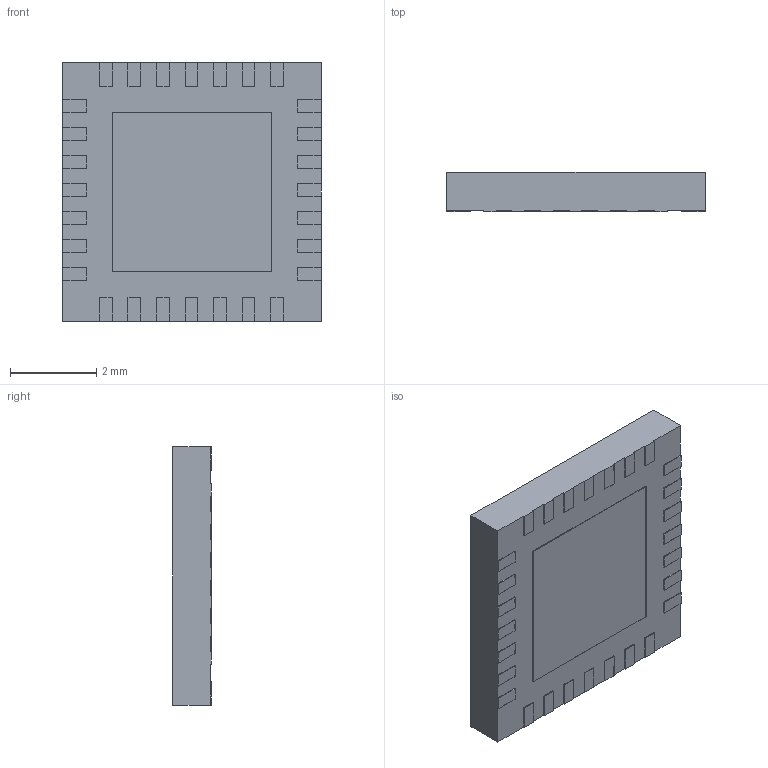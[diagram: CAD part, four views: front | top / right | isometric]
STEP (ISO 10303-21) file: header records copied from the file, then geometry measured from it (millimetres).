
FILE_DESCRIPTION (( 'STEP AP203' ), '1' );
FILE_NAME ('NA__NA__Microchip__QFN-28__NA.STEP', '2017-04-08T00:53:08', ( '' ), ( '' ), 'SwSTEP 2.0', 'SolidWorks 2015', '' );
FILE_SCHEMA (( 'CONFIG_CONTROL_DESIGN' ));
Length unit declared in the file: millimetre
Products named in the file (1): NA__NA__Microchip__QFN-28__NA
Bounding box: 6 x 0.9 x 6 mm (x, y, z)
Volume: 32 mm3; surface area: 94.4 mm2
Topology: 1 solids, 1 shells, 123 faces, 360 edges, 240 vertices
Faces by surface type: plane 123
Entity records: 4071 total; most frequent: CARTESIAN_POINT 724, ORIENTED_EDGE 720, DIRECTION 608, EDGE_CURVE 360, VECTOR 360, LINE 360, VERTEX_POINT 240, EDGE_LOOP 124
